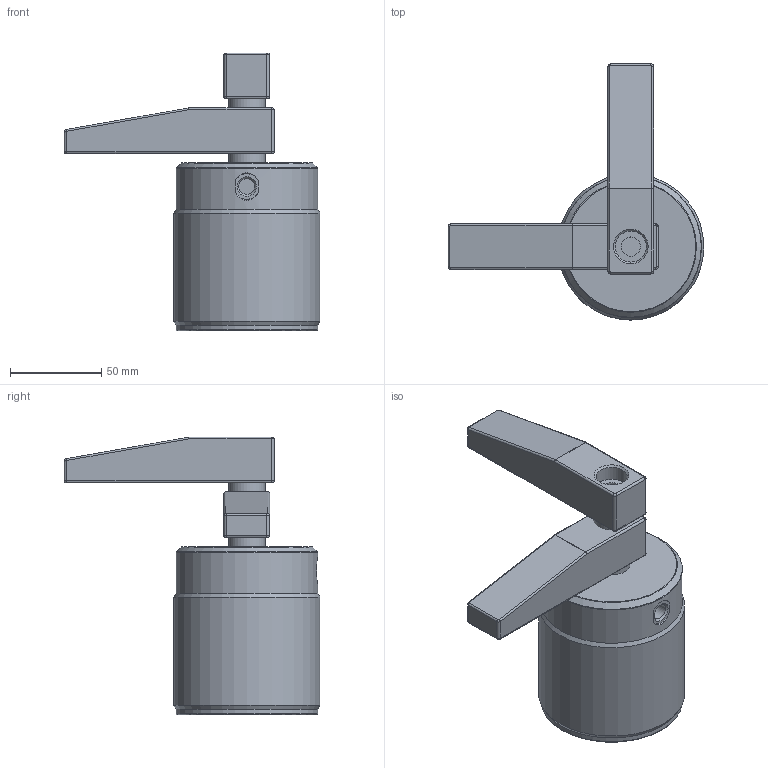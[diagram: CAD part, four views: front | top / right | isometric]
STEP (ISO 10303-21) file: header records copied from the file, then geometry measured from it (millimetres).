
FILE_DESCRIPTION(/* description */ (''),/* implementation_level */ '2;1');
FILE_NAME(/* name */ 'SCT-63(CF)',/* time_stamp */ '2009-06-29T08:27:02+08:00',/* author */ (''),/* organization */ (''),/* preprocessor_version */ 'ST-DEVELOPER v9',/* originating_system */ 'EDS PLM SOLUTIONS - UNIGRAPHICS NX 2.0',/* authorisation */ '');
FILE_SCHEMA (('AUTOMOTIVE_DESIGN { 1 0 10303 214 0 1 1 1 }'));
Length unit declared in the file: millimetre
Products named in the file (1): thorCB18z541
Bounding box: 140 x 140 x 152 mm (x, y, z)
Volume: 578781.1 mm3; surface area: 60163.9 mm2
Topology: 3 solids, 3 shells, 96 faces, 204 edges, 117 vertices
Faces by surface type: cylinder 41, plane 23, bspline 16, cone 9, sphere 4, torus 3
Full cylindrical faces by diameter (mm): 8.7 x2, 10.5 x2, 17 x2, 20 x2, 77.5 x2, 80 x1
Entity records: 2588 total; most frequent: CARTESIAN_POINT 621, DIRECTION 440, ORIENTED_EDGE 344, AXIS2_PLACEMENT_3D 189, EDGE_CURVE 172, EDGE_LOOP 128, VERTEX_POINT 110, CIRCLE 100
